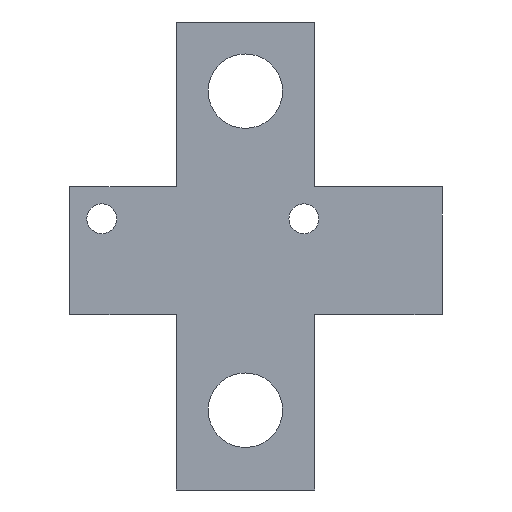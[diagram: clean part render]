
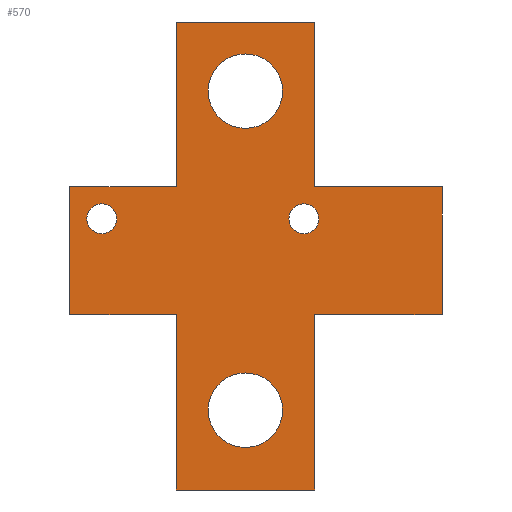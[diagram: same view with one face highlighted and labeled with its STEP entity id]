
A CAD part, front view. The second image highlights one B-rep face of the part: STEP entity #570.
In plain terms, the highlighted planar face has unit normal (0, -1, 0).
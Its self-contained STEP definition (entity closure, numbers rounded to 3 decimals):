
#103=CARTESIAN_POINT('',(17.5,0.0,-6.0));
#104=VERTEX_POINT('',#103);
#105=CARTESIAN_POINT('',(5.5,0.0,-6.0));
#106=VERTEX_POINT('',#105);
#107=CARTESIAN_POINT('',(17.5,0.0,-6.0));
#108=DIRECTION('',(-1.0,0.0,0.));
#109=VECTOR('',#108,12.0);
#110=LINE('',#107,#109);
#111=EDGE_CURVE('',#104,#106,#110,.T.);
#143=CARTESIAN_POINT('',(5.5,0.0,-22.5));
#144=VERTEX_POINT('',#143);
#145=CARTESIAN_POINT('',(5.5,0.0,-6.0));
#146=DIRECTION('',(0.0,0.0,-1.0));
#147=VECTOR('',#146,16.5);
#148=LINE('',#145,#147);
#149=EDGE_CURVE('',#106,#144,#148,.T.);
#174=CARTESIAN_POINT('',(-7.5,0.0,-22.5));
#175=VERTEX_POINT('',#174);
#176=CARTESIAN_POINT('',(5.5,0.0,-22.5));
#177=DIRECTION('',(-1.0,0.0,0.0));
#178=VECTOR('',#177,13.0);
#179=LINE('',#176,#178);
#180=EDGE_CURVE('',#144,#175,#179,.T.);
#205=CARTESIAN_POINT('',(-7.5,0.0,-6.0));
#206=VERTEX_POINT('',#205);
#207=CARTESIAN_POINT('',(-7.5,0.0,-22.5));
#208=DIRECTION('',(0.0,0.0,1.0));
#209=VECTOR('',#208,16.5);
#210=LINE('',#207,#209);
#211=EDGE_CURVE('',#175,#206,#210,.T.);
#236=CARTESIAN_POINT('',(-17.5,0.0,-6.0));
#237=VERTEX_POINT('',#236);
#238=CARTESIAN_POINT('',(-7.5,0.0,-6.0));
#239=DIRECTION('',(-1.0,0.0,0.0));
#240=VECTOR('',#239,10.0);
#241=LINE('',#238,#240);
#242=EDGE_CURVE('',#206,#237,#241,.T.);
#267=CARTESIAN_POINT('',(-17.5,0.0,6.0));
#268=VERTEX_POINT('',#267);
#269=CARTESIAN_POINT('',(-17.5,0.0,-6.0));
#270=DIRECTION('',(0.0,0.0,1.0));
#271=VECTOR('',#270,12.0);
#272=LINE('',#269,#271);
#273=EDGE_CURVE('',#237,#268,#272,.T.);
#314=CARTESIAN_POINT('',(-7.5,0.0,6.0));
#315=VERTEX_POINT('',#314);
#316=CARTESIAN_POINT('',(-7.5,0.0,21.5));
#317=VERTEX_POINT('',#316);
#318=CARTESIAN_POINT('',(-7.5,0.0,6.0));
#319=DIRECTION('',(0.0,0.0,1.0));
#320=VECTOR('',#319,15.5);
#321=LINE('',#318,#320);
#322=EDGE_CURVE('',#315,#317,#321,.T.);
#345=CARTESIAN_POINT('',(5.5,0.0,21.5));
#346=VERTEX_POINT('',#345);
#347=CARTESIAN_POINT('',(-7.5,0.0,21.5));
#348=DIRECTION('',(1.0,0.0,-0.0));
#349=VECTOR('',#348,13.0);
#350=LINE('',#347,#349);
#351=EDGE_CURVE('',#317,#346,#350,.T.);
#369=CARTESIAN_POINT('',(5.5,0.0,6.0));
#370=VERTEX_POINT('',#369);
#371=CARTESIAN_POINT('',(5.5,0.0,21.5));
#372=DIRECTION('',(0.,0.0,-1.0));
#373=VECTOR('',#372,15.5);
#374=LINE('',#371,#373);
#375=EDGE_CURVE('',#346,#370,#374,.T.);
#393=CARTESIAN_POINT('',(17.5,0.0,6.0));
#394=VERTEX_POINT('',#393);
#395=CARTESIAN_POINT('',(5.5,0.0,6.0));
#396=DIRECTION('',(1.0,0.0,0.));
#397=VECTOR('',#396,12.0);
#398=LINE('',#395,#397);
#399=EDGE_CURVE('',#370,#394,#398,.T.);
#432=CARTESIAN_POINT('',(-17.5,0.0,6.0));
#433=DIRECTION('',(1.0,0.0,-0.0));
#434=VECTOR('',#433,10.0);
#435=LINE('',#432,#434);
#436=EDGE_CURVE('',#268,#315,#435,.T.);
#449=CARTESIAN_POINT('',(17.5,0.0,6.0));
#450=DIRECTION('',(0.0,0.0,-1.0));
#451=VECTOR('',#450,12.0);
#452=LINE('',#449,#451);
#453=EDGE_CURVE('',#394,#104,#452,.T.);
#507=CARTESIAN_POINT('',(0.0,0.0,0.0));
#508=DIRECTION('',(0.0,1.0,0.0));
#509=DIRECTION('',(0.0,-0.0,1.0));
#510=AXIS2_PLACEMENT_3D('',#507,#508,#509);
#511=PLANE('',#510);
#512=CARTESIAN_POINT('',(4.5,0.0,4.4));
#513=VERTEX_POINT('',#512);
#514=CARTESIAN_POINT('',(4.5,0.0,3.0));
#515=DIRECTION('',(0.0,1.0,0.0));
#516=DIRECTION('',(0.0,-0.0,1.0));
#517=AXIS2_PLACEMENT_3D('',#514,#515,#516);
#518=CIRCLE('',#517,1.4);
#519=EDGE_CURVE('',#513,#513,#518,.T.);
#520=ORIENTED_EDGE('',*,*,#519,.T.);
#521=EDGE_LOOP('',(#520));
#522=FACE_BOUND('',#521,.T.);
#523=CARTESIAN_POINT('',(-14.5,0.0,4.4));
#524=VERTEX_POINT('',#523);
#525=CARTESIAN_POINT('',(-14.5,0.0,3.0));
#526=DIRECTION('',(0.0,1.0,0.0));
#527=DIRECTION('',(0.0,-0.0,1.0));
#528=AXIS2_PLACEMENT_3D('',#525,#526,#527);
#529=CIRCLE('',#528,1.4);
#530=EDGE_CURVE('',#524,#524,#529,.T.);
#531=ORIENTED_EDGE('',*,*,#530,.T.);
#532=EDGE_LOOP('',(#531));
#533=FACE_BOUND('',#532,.T.);
#534=CARTESIAN_POINT('',(-1.0,0.0,18.5));
#535=VERTEX_POINT('',#534);
#536=CARTESIAN_POINT('',(-1.0,0.0,15.0));
#537=DIRECTION('',(0.0,1.0,0.0));
#538=DIRECTION('',(0.0,-0.0,1.0));
#539=AXIS2_PLACEMENT_3D('',#536,#537,#538);
#540=CIRCLE('',#539,3.5);
#541=EDGE_CURVE('',#535,#535,#540,.T.);
#542=ORIENTED_EDGE('',*,*,#541,.T.);
#543=EDGE_LOOP('',(#542));
#544=FACE_BOUND('',#543,.T.);
#545=CARTESIAN_POINT('',(-1.0,0.0,-11.5));
#546=VERTEX_POINT('',#545);
#547=CARTESIAN_POINT('',(-1.0,0.0,-15.0));
#548=DIRECTION('',(0.0,1.0,0.0));
#549=DIRECTION('',(0.0,-0.0,1.0));
#550=AXIS2_PLACEMENT_3D('',#547,#548,#549);
#551=CIRCLE('',#550,3.5);
#552=EDGE_CURVE('',#546,#546,#551,.T.);
#553=ORIENTED_EDGE('',*,*,#552,.T.);
#554=EDGE_LOOP('',(#553));
#555=FACE_BOUND('',#554,.T.);
#556=ORIENTED_EDGE('',*,*,#111,.F.);
#557=ORIENTED_EDGE('',*,*,#453,.F.);
#558=ORIENTED_EDGE('',*,*,#399,.F.);
#559=ORIENTED_EDGE('',*,*,#375,.F.);
#560=ORIENTED_EDGE('',*,*,#351,.F.);
#561=ORIENTED_EDGE('',*,*,#322,.F.);
#562=ORIENTED_EDGE('',*,*,#436,.F.);
#563=ORIENTED_EDGE('',*,*,#273,.F.);
#564=ORIENTED_EDGE('',*,*,#242,.F.);
#565=ORIENTED_EDGE('',*,*,#211,.F.);
#566=ORIENTED_EDGE('',*,*,#180,.F.);
#567=ORIENTED_EDGE('',*,*,#149,.F.);
#568=EDGE_LOOP('',(#556,#557,#558,#559,#560,#561,#562,#563,#564,#565,#566,#567));
#569=FACE_BOUND('',#568,.T.);
#570=ADVANCED_FACE('',(#522,#533,#544,#555,#569),#511,.F.);
